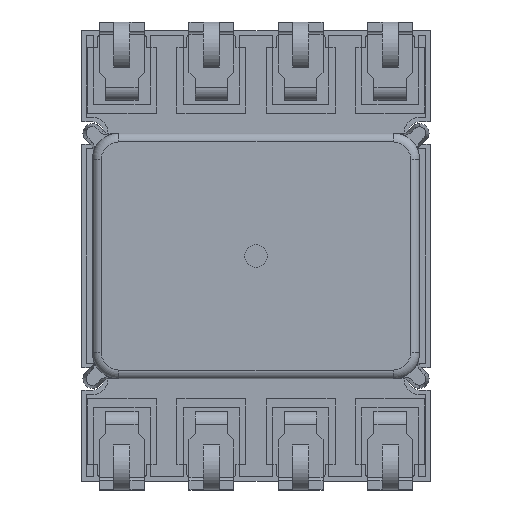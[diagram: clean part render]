
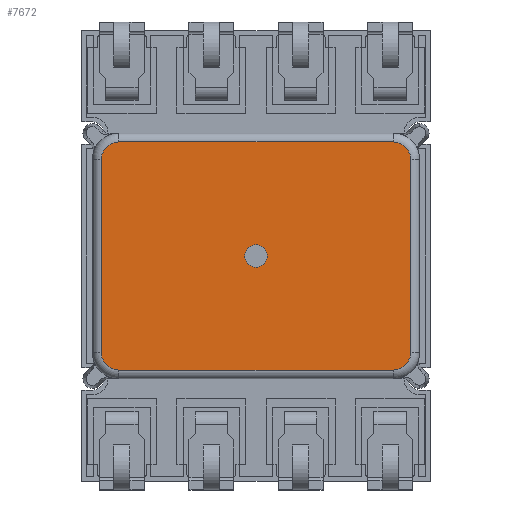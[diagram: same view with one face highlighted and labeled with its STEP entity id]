
A CAD part, front view. The second image highlights one B-rep face of the part: STEP entity #7672.
In plain terms, the highlighted face is planar.
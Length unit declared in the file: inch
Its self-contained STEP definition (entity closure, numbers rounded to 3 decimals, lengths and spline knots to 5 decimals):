
#2012 = CIRCLE ( 'NONE', #13829, 0.0125 ) ;
#2077 = LINE ( 'NONE', #3087, #2094 ) ;
#2082 = VECTOR ( 'NONE', #3067, 39.37008 ) ;
#2094 = VECTOR ( 'NONE', #3088, 39.37008 ) ;
#2096 = LINE ( 'NONE', #3053, #2082 ) ;
#2100 = CIRCLE ( 'NONE', #13873, 0.01953 ) ;
#2131 = LINE ( 'NONE', #3206, #2148 ) ;
#2142 = VECTOR ( 'NONE', #3147, 39.37008 ) ;
#2143 = CIRCLE ( 'NONE', #13880, 0.0125 ) ;
#2148 = VECTOR ( 'NONE', #3177, 39.37008 ) ;
#2152 = LINE ( 'NONE', #3146, #2142 ) ;
#2156 = CIRCLE ( 'NONE', #13842, 0.01953 ) ;
#2160 = CIRCLE ( 'NONE', #13877, 0.01953 ) ;
#2237 = CIRCLE ( 'NONE', #13912, 0.01953 ) ;
#2853 = CARTESIAN_POINT ( 'NONE',  ( 0., 0.1063, 0. ) ) ;
#2861 = DIRECTION ( 'NONE',  ( 0., 0., 1. ) ) ;
#2869 = DIRECTION ( 'NONE',  ( 0., 1., 0. ) ) ;
#3046 = DIRECTION ( 'NONE',  ( 0., 1., 0. ) ) ;
#3053 = CARTESIAN_POINT ( 'NONE',  ( -0.17307, 0.1063, 0.10807 ) ) ;
#3063 = CARTESIAN_POINT ( 'NONE',  ( 0.15354, 0.1063, -0.10807 ) ) ;
#3067 = DIRECTION ( 'NONE',  ( 0., 0., 1. ) ) ;
#3074 = DIRECTION ( 'NONE',  ( 0., 0., 1. ) ) ;
#3087 = CARTESIAN_POINT ( 'NONE',  ( 0.17307, 0.1063, -0.10807 ) ) ;
#3088 = DIRECTION ( 'NONE',  ( 0., 0., -1. ) ) ;
#3098 = DIRECTION ( 'NONE',  ( 0., 0., 1. ) ) ;
#3106 = DIRECTION ( 'NONE',  ( 0., 1., 0. ) ) ;
#3107 = CARTESIAN_POINT ( 'NONE',  ( -0.15354, 0.1063, 0.10807 ) ) ;
#3117 = CARTESIAN_POINT ( 'NONE',  ( -0.15354, 0.1063, -0.10807 ) ) ;
#3119 = DIRECTION ( 'NONE',  ( 0., 1., 0. ) ) ;
#3122 = CARTESIAN_POINT ( 'NONE',  ( 0., 0.1063, 0. ) ) ;
#3125 = DIRECTION ( 'NONE',  ( 0., 1., 0. ) ) ;
#3127 = DIRECTION ( 'NONE',  ( 0., 0., 1. ) ) ;
#3129 = DIRECTION ( 'NONE',  ( 0., 0., 1. ) ) ;
#3146 = CARTESIAN_POINT ( 'NONE',  ( 0.15354, 0.1063, 0.1276 ) ) ;
#3147 = DIRECTION ( 'NONE',  ( 1., 0., 0. ) ) ;
#3177 = DIRECTION ( 'NONE',  ( -1., 0., 0. ) ) ;
#3206 = CARTESIAN_POINT ( 'NONE',  ( -0.15354, 0.1063, -0.1276 ) ) ;
#3267 = DIRECTION ( 'NONE',  ( 0., 1., 0. ) ) ;
#3301 = CARTESIAN_POINT ( 'NONE',  ( 0.15354, 0.1063, 0.10807 ) ) ;
#3308 = DIRECTION ( 'NONE',  ( 0., 0., 1. ) ) ;
#6083 = CARTESIAN_POINT ( 'NONE',  ( -0.15354, 0.1063, 0.1276 ) ) ;
#6090 = CARTESIAN_POINT ( 'NONE',  ( 0., 0.1063, -0.0125 ) ) ;
#6101 = CARTESIAN_POINT ( 'NONE',  ( 0., 0.1063, 0.0125 ) ) ;
#6123 = CARTESIAN_POINT ( 'NONE',  ( 0.17307, 0.1063, 0.10807 ) ) ;
#6159 = CARTESIAN_POINT ( 'NONE',  ( -0.17307, 0.1063, -0.10807 ) ) ;
#6166 = CARTESIAN_POINT ( 'NONE',  ( -0.15354, 0.1063, -0.1276 ) ) ;
#6168 = CARTESIAN_POINT ( 'NONE',  ( 0.17307, 0.1063, -0.10807 ) ) ;
#6177 = CARTESIAN_POINT ( 'NONE',  ( -0.17307, 0.1063, 0.10807 ) ) ;
#6192 = CARTESIAN_POINT ( 'NONE',  ( 0.15354, 0.1063, -0.1276 ) ) ;
#6203 = CARTESIAN_POINT ( 'NONE',  ( 0.15354, 0.1063, 0.1276 ) ) ;
#7672 = ADVANCED_FACE ( 'NONE', ( #14531, #14539 ), #16676, .T. ) ;
#8929 = EDGE_CURVE ( 'NONE', #18433, #18423, #2012, .T. ) ;
#9001 = EDGE_CURVE ( 'NONE', #18506, #18494, #2096, .T. ) ;
#9006 = EDGE_CURVE ( 'NONE', #18459, #18496, #2077, .T. ) ;
#9007 = EDGE_CURVE ( 'NONE', #18496, #18476, #2100, .T. ) ;
#9012 = EDGE_CURVE ( 'NONE', #18423, #18433, #2143, .T. ) ;
#9013 = EDGE_CURVE ( 'NONE', #18474, #18506, #2156, .T. ) ;
#9020 = EDGE_CURVE ( 'NONE', #18494, #18466, #2160, .T. ) ;
#9038 = EDGE_CURVE ( 'NONE', #18466, #18504, #2152, .T. ) ;
#9045 = EDGE_CURVE ( 'NONE', #18476, #18474, #2131, .T. ) ;
#9088 = EDGE_CURVE ( 'NONE', #18504, #18459, #2237, .T. ) ;
#10857 = ORIENTED_EDGE ( 'NONE', *, *, #9006, .T. ) ;
#10866 = ORIENTED_EDGE ( 'NONE', *, *, #9007, .T. ) ;
#10891 = ORIENTED_EDGE ( 'NONE', *, *, #9045, .T. ) ;
#10899 = ORIENTED_EDGE ( 'NONE', *, *, #9020, .T. ) ;
#10922 = ORIENTED_EDGE ( 'NONE', *, *, #9038, .T. ) ;
#10926 = ORIENTED_EDGE ( 'NONE', *, *, #8929, .F. ) ;
#10936 = ORIENTED_EDGE ( 'NONE', *, *, #9013, .T. ) ;
#10941 = ORIENTED_EDGE ( 'NONE', *, *, #9012, .F. ) ;
#10942 = ORIENTED_EDGE ( 'NONE', *, *, #9088, .T. ) ;
#10964 = ORIENTED_EDGE ( 'NONE', *, *, #9001, .T. ) ;
#12325 = EDGE_LOOP ( 'NONE', ( #10964, #10899, #10922, #10942, #10857, #10866, #10891, #10936 ) ) ;
#12365 = EDGE_LOOP ( 'NONE', ( #10941, #10926 ) ) ;
#13449 = AXIS2_PLACEMENT_3D ( 'NONE', #16706, #16707, #16665 ) ;
#13829 = AXIS2_PLACEMENT_3D ( 'NONE', #2853, #2869, #2861 ) ;
#13842 = AXIS2_PLACEMENT_3D ( 'NONE', #3117, #3119, #3127 ) ;
#13873 = AXIS2_PLACEMENT_3D ( 'NONE', #3063, #3046, #3074 ) ;
#13877 = AXIS2_PLACEMENT_3D ( 'NONE', #3107, #3125, #3129 ) ;
#13880 = AXIS2_PLACEMENT_3D ( 'NONE', #3122, #3106, #3098 ) ;
#13912 = AXIS2_PLACEMENT_3D ( 'NONE', #3301, #3267, #3308 ) ;
#14531 = FACE_BOUND ( 'NONE', #12365, .T. ) ;
#14539 = FACE_OUTER_BOUND ( 'NONE', #12325, .T. ) ;
#16665 = DIRECTION ( 'NONE',  ( 0., 0., 1. ) ) ;
#16676 = PLANE ( 'NONE',  #13449 ) ;
#16706 = CARTESIAN_POINT ( 'NONE',  ( -0.15354, 0.1063, 0.10807 ) ) ;
#16707 = DIRECTION ( 'NONE',  ( 0., 1., 0. ) ) ;
#18423 = VERTEX_POINT ( 'NONE', #6101 ) ;
#18433 = VERTEX_POINT ( 'NONE', #6090 ) ;
#18459 = VERTEX_POINT ( 'NONE', #6123 ) ;
#18466 = VERTEX_POINT ( 'NONE', #6083 ) ;
#18474 = VERTEX_POINT ( 'NONE', #6166 ) ;
#18476 = VERTEX_POINT ( 'NONE', #6192 ) ;
#18494 = VERTEX_POINT ( 'NONE', #6177 ) ;
#18496 = VERTEX_POINT ( 'NONE', #6168 ) ;
#18504 = VERTEX_POINT ( 'NONE', #6203 ) ;
#18506 = VERTEX_POINT ( 'NONE', #6159 ) ;
